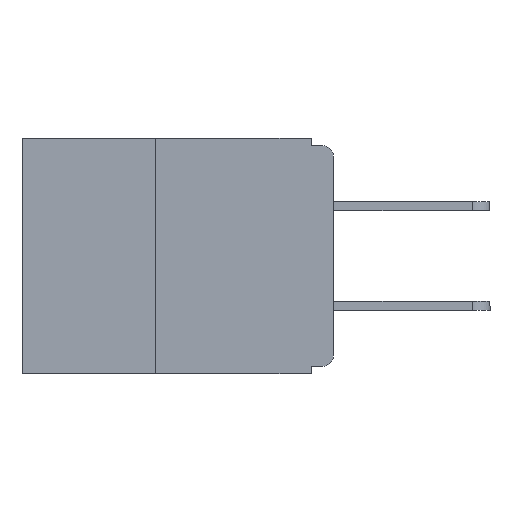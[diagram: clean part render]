
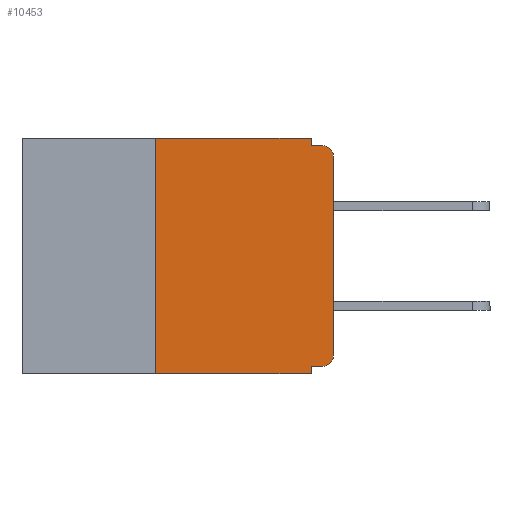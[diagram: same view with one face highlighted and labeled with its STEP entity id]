
A CAD part, left-side view. The second image highlights one B-rep face of the part: STEP entity #10453.
In plain terms, the highlighted planar face has unit normal (-1, 0, 0).
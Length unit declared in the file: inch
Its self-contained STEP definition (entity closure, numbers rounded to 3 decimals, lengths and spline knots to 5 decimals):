
#172 = CARTESIAN_POINT ( 'NONE',  ( 0., 0.031, 0. ) ) ;
#173 = EDGE_CURVE ( 'NONE', #28240, #25708, #15235, .T. ) ;
#622 = VERTEX_POINT ( 'NONE', #11458 ) ;
#753 = DIRECTION ( 'NONE',  ( 0., -1., 0. ) ) ;
#902 = DIRECTION ( 'NONE',  ( 0., 0., 1. ) ) ;
#1039 = ORIENTED_EDGE ( 'NONE', *, *, #15640, .F. ) ;
#1138 = VECTOR ( 'NONE', #753, 39.37008 ) ;
#1803 = DIRECTION ( 'NONE',  ( 0., -1., 0. ) ) ;
#2029 = VECTOR ( 'NONE', #15871, 39.37008 ) ;
#2457 = CARTESIAN_POINT ( 'NONE',  ( 0., 0.25, -0.33 ) ) ;
#2822 = ORIENTED_EDGE ( 'NONE', *, *, #173, .T. ) ;
#3517 = DIRECTION ( 'NONE',  ( 0., -1., 0. ) ) ;
#3630 = CARTESIAN_POINT ( 'NONE',  ( 0., 0., -0.01 ) ) ;
#4125 = VECTOR ( 'NONE', #25996, 39.37008 ) ;
#4426 = DIRECTION ( 'NONE',  ( -1., 0., 0. ) ) ;
#4530 = ORIENTED_EDGE ( 'NONE', *, *, #13976, .F. ) ;
#4621 = VERTEX_POINT ( 'NONE', #28792 ) ;
#5054 = ORIENTED_EDGE ( 'NONE', *, *, #25550, .F. ) ;
#5284 = CARTESIAN_POINT ( 'NONE',  ( 0., 0.031, -0.32 ) ) ;
#5883 = LINE ( 'NONE', #3630, #29992 ) ;
#5887 = ORIENTED_EDGE ( 'NONE', *, *, #16892, .F. ) ;
#5976 = VECTOR ( 'NONE', #30497, 39.37008 ) ;
#6034 = CARTESIAN_POINT ( 'NONE',  ( 0., 0., 0. ) ) ;
#6677 = CARTESIAN_POINT ( 'NONE',  ( 0., 0., -0.025 ) ) ;
#7070 = EDGE_CURVE ( 'NONE', #622, #29123, #17736, .T. ) ;
#8800 = CIRCLE ( 'NONE', #17519, 0.015 ) ;
#8813 = CARTESIAN_POINT ( 'NONE',  ( 0., 0.25, 0. ) ) ;
#9009 = CARTESIAN_POINT ( 'NONE',  ( 0., 0.031, -0.33 ) ) ;
#9075 = EDGE_CURVE ( 'NONE', #29123, #4621, #29879, .T. ) ;
#10337 = VERTEX_POINT ( 'NONE', #8813 ) ;
#10453 = ADVANCED_FACE ( 'NONE', ( #22810 ), #11628, .F. ) ;
#10787 = EDGE_CURVE ( 'NONE', #13973, #4621, #20945, .T. ) ;
#11458 = CARTESIAN_POINT ( 'NONE',  ( 0., 0.015, -0.32 ) ) ;
#11628 = PLANE ( 'NONE',  #20304 ) ;
#12027 = CARTESIAN_POINT ( 'NONE',  ( 0., 0.031, -0.01 ) ) ;
#12534 = LINE ( 'NONE', #28134, #5976 ) ;
#13973 = VERTEX_POINT ( 'NONE', #24526 ) ;
#13976 = EDGE_CURVE ( 'NONE', #13973, #10337, #16048, .T. ) ;
#14121 = CARTESIAN_POINT ( 'NONE',  ( 0., 0.437, 0. ) ) ;
#14306 = AXIS2_PLACEMENT_3D ( 'NONE', #27987, #27847, #27648 ) ;
#14342 = CARTESIAN_POINT ( 'NONE',  ( 0., 0.437, 0. ) ) ;
#14521 = LINE ( 'NONE', #14342, #20264 ) ;
#15235 = CIRCLE ( 'NONE', #14306, 0.015 ) ;
#15640 = EDGE_CURVE ( 'NONE', #22513, #15804, #12534, .T. ) ;
#15804 = VERTEX_POINT ( 'NONE', #12027 ) ;
#15871 = DIRECTION ( 'NONE',  ( 0., 0., 1. ) ) ;
#16048 = LINE ( 'NONE', #2457, #2029 ) ;
#16157 = ORIENTED_EDGE ( 'NONE', *, *, #25509, .T. ) ;
#16576 = DIRECTION ( 'NONE',  ( 0., 0., -1. ) ) ;
#16892 = EDGE_CURVE ( 'NONE', #15804, #25708, #5883, .T. ) ;
#17027 = VERTEX_POINT ( 'NONE', #21282 ) ;
#17519 = AXIS2_PLACEMENT_3D ( 'NONE', #19162, #4426, #21599 ) ;
#17736 = LINE ( 'NONE', #20975, #29643 ) ;
#19162 = CARTESIAN_POINT ( 'NONE',  ( 0., 0.015, -0.305 ) ) ;
#20264 = VECTOR ( 'NONE', #1803, 39.37008 ) ;
#20304 = AXIS2_PLACEMENT_3D ( 'NONE', #14121, #30803, #16576 ) ;
#20945 = LINE ( 'NONE', #29986, #1138 ) ;
#20975 = CARTESIAN_POINT ( 'NONE',  ( 0., 0., -0.32 ) ) ;
#21282 = CARTESIAN_POINT ( 'NONE',  ( 0., 0., -0.305 ) ) ;
#21582 = VECTOR ( 'NONE', #902, 39.37008 ) ;
#21599 = DIRECTION ( 'NONE',  ( 0., 0., -1. ) ) ;
#22513 = VERTEX_POINT ( 'NONE', #172 ) ;
#22641 = EDGE_LOOP ( 'NONE', ( #26164, #2822, #5887, #1039, #5054, #4530, #29045, #27264, #31066, #16157 ) ) ;
#22810 = FACE_OUTER_BOUND ( 'NONE', #22641, .T. ) ;
#23048 = LINE ( 'NONE', #6034, #21582 ) ;
#23349 = DIRECTION ( 'NONE',  ( 0., 1., 0. ) ) ;
#24526 = CARTESIAN_POINT ( 'NONE',  ( 0., 0.25, -0.33 ) ) ;
#25509 = EDGE_CURVE ( 'NONE', #622, #17027, #8800, .T. ) ;
#25550 = EDGE_CURVE ( 'NONE', #10337, #22513, #14521, .T. ) ;
#25708 = VERTEX_POINT ( 'NONE', #26910 ) ;
#25996 = DIRECTION ( 'NONE',  ( 0., 0., -1. ) ) ;
#26164 = ORIENTED_EDGE ( 'NONE', *, *, #28079, .T. ) ;
#26910 = CARTESIAN_POINT ( 'NONE',  ( 0., 0.015, -0.01 ) ) ;
#27264 = ORIENTED_EDGE ( 'NONE', *, *, #9075, .F. ) ;
#27648 = DIRECTION ( 'NONE',  ( 0., 0., -1. ) ) ;
#27847 = DIRECTION ( 'NONE',  ( -1., 0., 0. ) ) ;
#27987 = CARTESIAN_POINT ( 'NONE',  ( 0., 0.015, -0.025 ) ) ;
#28079 = EDGE_CURVE ( 'NONE', #17027, #28240, #23048, .T. ) ;
#28134 = CARTESIAN_POINT ( 'NONE',  ( 0., 0.031, 0. ) ) ;
#28240 = VERTEX_POINT ( 'NONE', #6677 ) ;
#28792 = CARTESIAN_POINT ( 'NONE',  ( 0., 0.031, -0.33 ) ) ;
#29045 = ORIENTED_EDGE ( 'NONE', *, *, #10787, .T. ) ;
#29123 = VERTEX_POINT ( 'NONE', #5284 ) ;
#29643 = VECTOR ( 'NONE', #23349, 39.37008 ) ;
#29879 = LINE ( 'NONE', #9009, #4125 ) ;
#29986 = CARTESIAN_POINT ( 'NONE',  ( 0., 0.437, -0.33 ) ) ;
#29992 = VECTOR ( 'NONE', #3517, 39.37008 ) ;
#30497 = DIRECTION ( 'NONE',  ( 0., 0., -1. ) ) ;
#30803 = DIRECTION ( 'NONE',  ( 1., 0., 0. ) ) ;
#31066 = ORIENTED_EDGE ( 'NONE', *, *, #7070, .F. ) ;
